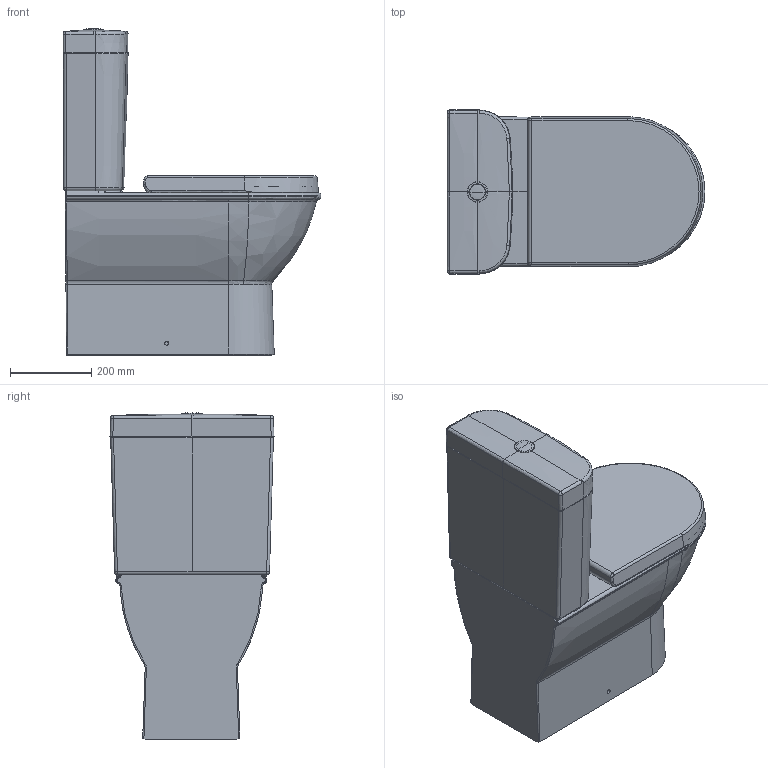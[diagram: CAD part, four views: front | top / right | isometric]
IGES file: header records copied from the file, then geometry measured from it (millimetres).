
Global section: file name: No Iges File Name specified; native system: Autodesk Inventor 2011; preprocessor: AutoDesk Inventor Iges Exporter R2011; author: Administrator; date: 20110518.181736; units: millimetre
Bounding box: 635.43 x 404.2 x 804.85 mm (x, y, z)
Volume: 59017860.6 mm3; surface area: 2427559.2 mm2
Topology: 5 solids, 5 shells, 440 faces, 1025 edges, 606 vertices
Faces by surface type: bspline 173, plane 106, revolution 65, cylinder 61, sphere 16, cone 10, torus 9
